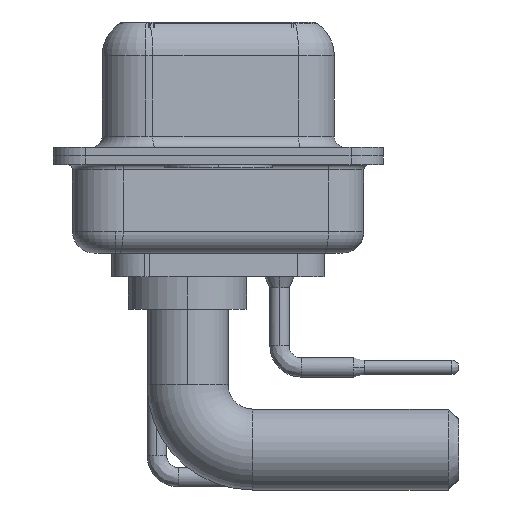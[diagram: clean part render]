
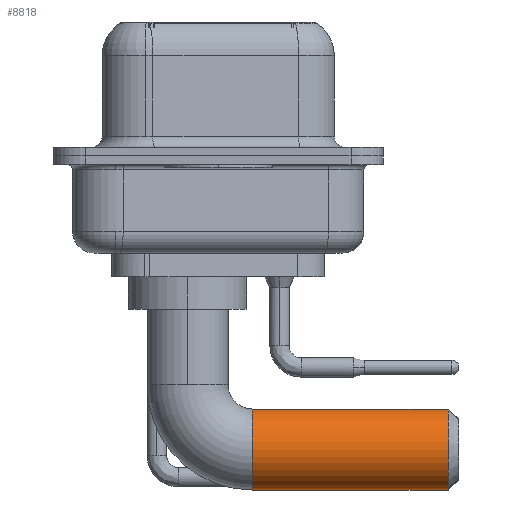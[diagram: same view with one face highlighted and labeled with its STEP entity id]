
A CAD part, left-side view. The second image highlights one B-rep face of the part: STEP entity #8818.
In plain terms, the highlighted cylindrical face has radius 1.875 mm (diameter 3.75 mm), a partial arc.
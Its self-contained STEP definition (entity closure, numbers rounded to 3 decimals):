
#167 = CARTESIAN_POINT ( 'NONE',  ( 0., -12.07, -6.5 ) ) ;
#994 = CARTESIAN_POINT ( 'NONE',  ( 0., -3., -6.5 ) ) ;
#1238 = CARTESIAN_POINT ( 'NONE',  ( 0., -3., -8.375 ) ) ;
#1782 = CIRCLE ( 'NONE', #7730, 1.875 ) ;
#2428 = VERTEX_POINT ( 'NONE', #1238 ) ;
#3102 = DIRECTION ( 'NONE',  ( 0., -1., 0. ) ) ;
#4409 = DIRECTION ( 'NONE',  ( 0., -1., 0. ) ) ;
#4849 = LINE ( 'NONE', #12123, #18224 ) ;
#6104 = CYLINDRICAL_SURFACE ( 'NONE', #24961, 1.875 ) ;
#6724 = LINE ( 'NONE', #25701, #22766 ) ;
#6794 = CARTESIAN_POINT ( 'NONE',  ( 0., -12.07, -8.375 ) ) ;
#7730 = AXIS2_PLACEMENT_3D ( 'NONE', #167, #29243, #24256 ) ;
#7896 = CARTESIAN_POINT ( 'NONE',  ( 0., -12.07, -4.625 ) ) ;
#8452 = CARTESIAN_POINT ( 'NONE',  ( 0., -3., -6.5 ) ) ;
#8818 = ADVANCED_FACE ( 'NONE', ( #29755 ), #6104, .T. ) ;
#9731 = VERTEX_POINT ( 'NONE', #6794 ) ;
#10457 = DIRECTION ( 'NONE',  ( 0., -1., 0. ) ) ;
#10704 = AXIS2_PLACEMENT_3D ( 'NONE', #994, #10457, #12620 ) ;
#12123 = CARTESIAN_POINT ( 'NONE',  ( 0., -3., -8.375 ) ) ;
#12620 = DIRECTION ( 'NONE',  ( -1., 0., 0. ) ) ;
#13060 = VERTEX_POINT ( 'NONE', #7896 ) ;
#13078 = DIRECTION ( 'NONE',  ( 0., 0., -1. ) ) ;
#15433 = DIRECTION ( 'NONE',  ( 0., -1., 0. ) ) ;
#16755 = EDGE_CURVE ( 'NONE', #9731, #13060, #1782, .T. ) ;
#16779 = CARTESIAN_POINT ( 'NONE',  ( 0., -3., -4.625 ) ) ;
#18224 = VECTOR ( 'NONE', #3102, 1000. ) ;
#18639 = VERTEX_POINT ( 'NONE', #16779 ) ;
#20316 = ORIENTED_EDGE ( 'NONE', *, *, #16755, .T. ) ;
#20402 = ORIENTED_EDGE ( 'NONE', *, *, #24218, .T. ) ;
#21647 = ORIENTED_EDGE ( 'NONE', *, *, #23288, .T. ) ;
#22766 = VECTOR ( 'NONE', #4409, 1000. ) ;
#23288 = EDGE_CURVE ( 'NONE', #18639, #2428, #28568, .T. ) ;
#24218 = EDGE_CURVE ( 'NONE', #2428, #9731, #4849, .T. ) ;
#24256 = DIRECTION ( 'NONE',  ( 0., 0., -1. ) ) ;
#24611 = EDGE_LOOP ( 'NONE', ( #28232, #21647, #20402, #20316 ) ) ;
#24961 = AXIS2_PLACEMENT_3D ( 'NONE', #8452, #15433, #13078 ) ;
#25701 = CARTESIAN_POINT ( 'NONE',  ( 0., -3., -4.625 ) ) ;
#27985 = EDGE_CURVE ( 'NONE', #18639, #13060, #6724, .T. ) ;
#28232 = ORIENTED_EDGE ( 'NONE', *, *, #27985, .F. ) ;
#28568 = CIRCLE ( 'NONE', #10704, 1.875 ) ;
#29243 = DIRECTION ( 'NONE',  ( 0., 1., 0. ) ) ;
#29755 = FACE_OUTER_BOUND ( 'NONE', #24611, .T. ) ;
